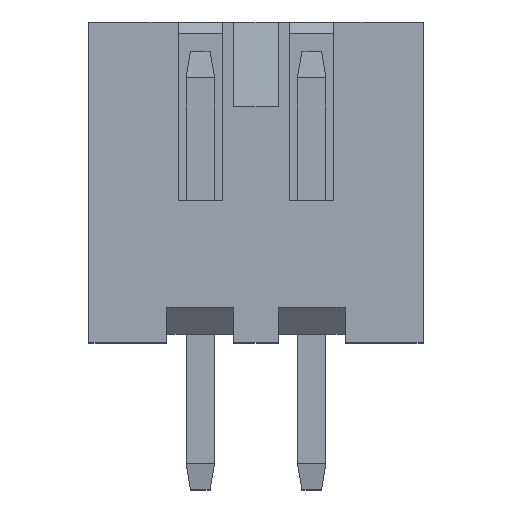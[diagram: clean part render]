
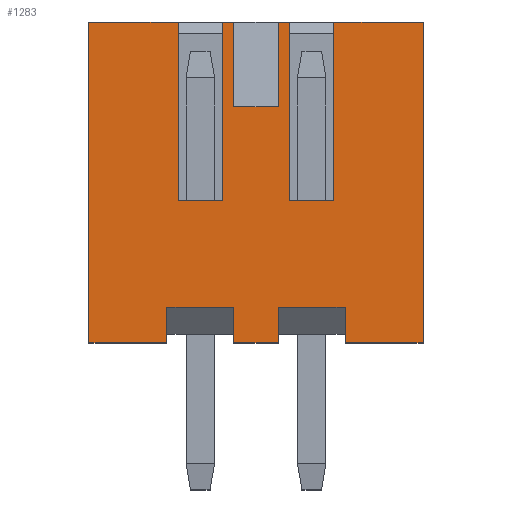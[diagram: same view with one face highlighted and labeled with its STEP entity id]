
A CAD part, top view. The second image highlights one B-rep face of the part: STEP entity #1283.
In plain terms, the highlighted planar face has unit normal (0, 0, 1).
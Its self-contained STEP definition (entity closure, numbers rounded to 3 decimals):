
#101=DIRECTION('',(0.,-1.,0.));
#102=VECTOR('',#101,7.2);
#103=CARTESIAN_POINT('',(-3.75,7.2,2.9));
#104=LINE('',#103,#102);
#125=DIRECTION('',(-1.,0.,0.));
#126=VECTOR('',#125,1.5);
#127=CARTESIAN_POINT('',(-0.5,0.8,2.9));
#128=LINE('',#127,#126);
#129=DIRECTION('',(0.,-1.,0.));
#130=VECTOR('',#129,0.8);
#131=CARTESIAN_POINT('',(-2.,0.8,2.9));
#132=LINE('',#131,#130);
#133=DIRECTION('',(-1.,0.,0.));
#134=VECTOR('',#133,1.75);
#135=CARTESIAN_POINT('',(-2.,0.,2.9));
#136=LINE('',#135,#134);
#137=DIRECTION('',(0.,1.,0.));
#138=VECTOR('',#137,4.);
#139=CARTESIAN_POINT('',(-0.75,3.2,2.9));
#140=LINE('',#139,#138);
#141=DIRECTION('',(0.,1.,0.));
#142=VECTOR('',#141,1.9);
#143=CARTESIAN_POINT('',(0.5,5.3,2.9));
#144=LINE('',#143,#142);
#145=DIRECTION('',(0.,1.,0.));
#146=VECTOR('',#145,4.);
#147=CARTESIAN_POINT('',(1.75,3.2,2.9));
#148=LINE('',#147,#146);
#149=DIRECTION('',(0.,-1.,0.));
#150=VECTOR('',#149,7.2);
#151=CARTESIAN_POINT('',(3.75,7.2,2.9));
#152=LINE('',#151,#150);
#153=DIRECTION('',(-1.,0.,0.));
#154=VECTOR('',#153,1.75);
#155=CARTESIAN_POINT('',(3.75,0.,2.9));
#156=LINE('',#155,#154);
#157=DIRECTION('',(0.,1.,0.));
#158=VECTOR('',#157,0.8);
#159=CARTESIAN_POINT('',(2.,0.,2.9));
#160=LINE('',#159,#158);
#161=DIRECTION('',(-1.,0.,0.));
#162=VECTOR('',#161,1.5);
#163=CARTESIAN_POINT('',(2.,0.8,2.9));
#164=LINE('',#163,#162);
#165=DIRECTION('',(0.,-1.,0.));
#166=VECTOR('',#165,0.8);
#167=CARTESIAN_POINT('',(0.5,0.8,2.9));
#168=LINE('',#167,#166);
#169=DIRECTION('',(-1.,0.,0.));
#170=VECTOR('',#169,1.);
#171=CARTESIAN_POINT('',(0.5,0.,2.9));
#172=LINE('',#171,#170);
#173=DIRECTION('',(0.,1.,0.));
#174=VECTOR('',#173,0.8);
#175=CARTESIAN_POINT('',(-0.5,0.,2.9));
#176=LINE('',#175,#174);
#201=DIRECTION('',(-1.,0.,0.));
#202=VECTOR('',#201,2.);
#203=CARTESIAN_POINT('',(-1.75,7.2,2.9));
#204=LINE('',#203,#202);
#217=DIRECTION('',(-1.,0.,0.));
#218=VECTOR('',#217,2.);
#219=CARTESIAN_POINT('',(3.75,7.2,2.9));
#220=LINE('',#219,#218);
#233=DIRECTION('',(-1.,0.,0.));
#234=VECTOR('',#233,1.);
#235=CARTESIAN_POINT('',(1.75,3.2,2.9));
#236=LINE('',#235,#234);
#249=DIRECTION('',(0.,1.,0.));
#250=VECTOR('',#249,4.);
#251=CARTESIAN_POINT('',(0.75,3.2,2.9));
#252=LINE('',#251,#250);
#253=DIRECTION('',(-1.,0.,0.));
#254=VECTOR('',#253,0.25);
#255=CARTESIAN_POINT('',(-0.5,7.2,2.9));
#256=LINE('',#255,#254);
#265=DIRECTION('',(-1.,0.,0.));
#266=VECTOR('',#265,0.25);
#267=CARTESIAN_POINT('',(0.75,7.2,2.9));
#268=LINE('',#267,#266);
#285=DIRECTION('',(-1.,0.,0.));
#286=VECTOR('',#285,1.);
#287=CARTESIAN_POINT('',(-0.75,3.2,2.9));
#288=LINE('',#287,#286);
#301=DIRECTION('',(0.,1.,0.));
#302=VECTOR('',#301,4.);
#303=CARTESIAN_POINT('',(-1.75,3.2,2.9));
#304=LINE('',#303,#302);
#565=DIRECTION('',(-1.,0.,0.));
#566=VECTOR('',#565,1.);
#567=CARTESIAN_POINT('',(0.5,5.3,2.9));
#568=LINE('',#567,#566);
#573=DIRECTION('',(0.,1.,0.));
#574=VECTOR('',#573,1.9);
#575=CARTESIAN_POINT('',(-0.5,5.3,2.9));
#576=LINE('',#575,#574);
#778=CARTESIAN_POINT('',(2.,0.,2.9));
#780=VERTEX_POINT('',#778);
#781=CARTESIAN_POINT('',(3.75,0.,2.9));
#782=VERTEX_POINT('',#781);
#786=CARTESIAN_POINT('',(-2.,0.,2.9));
#788=VERTEX_POINT('',#786);
#791=CARTESIAN_POINT('',(-3.75,0.,2.9));
#792=VERTEX_POINT('',#791);
#794=CARTESIAN_POINT('',(-0.5,0.,2.9));
#796=VERTEX_POINT('',#794);
#797=CARTESIAN_POINT('',(0.5,0.,2.9));
#798=VERTEX_POINT('',#797);
#807=CARTESIAN_POINT('',(2.,0.8,2.9));
#808=VERTEX_POINT('',#807);
#825=CARTESIAN_POINT('',(-0.5,0.8,2.9));
#826=VERTEX_POINT('',#825);
#913=CARTESIAN_POINT('',(1.75,7.2,2.9));
#914=VERTEX_POINT('',#913);
#915=CARTESIAN_POINT('',(1.75,3.2,2.9));
#916=VERTEX_POINT('',#915);
#921=CARTESIAN_POINT('',(-1.75,7.2,2.9));
#922=VERTEX_POINT('',#921);
#923=CARTESIAN_POINT('',(-3.75,7.2,2.9));
#924=VERTEX_POINT('',#923);
#929=CARTESIAN_POINT('',(3.75,7.2,2.9));
#930=VERTEX_POINT('',#929);
#931=CARTESIAN_POINT('',(-0.5,7.2,2.9));
#932=CARTESIAN_POINT('',(-0.75,7.2,2.9));
#933=VERTEX_POINT('',#931);
#934=VERTEX_POINT('',#932);
#935=CARTESIAN_POINT('',(0.75,7.2,2.9));
#936=VERTEX_POINT('',#935);
#937=CARTESIAN_POINT('',(0.5,7.2,2.9));
#938=VERTEX_POINT('',#937);
#947=CARTESIAN_POINT('',(0.75,3.2,2.9));
#948=VERTEX_POINT('',#947);
#949=CARTESIAN_POINT('',(-2.,0.8,2.9));
#950=VERTEX_POINT('',#949);
#951=CARTESIAN_POINT('',(-1.75,3.2,2.9));
#952=VERTEX_POINT('',#951);
#953=CARTESIAN_POINT('',(-0.75,3.2,2.9));
#954=VERTEX_POINT('',#953);
#955=CARTESIAN_POINT('',(-0.5,5.3,2.9));
#956=VERTEX_POINT('',#955);
#957=CARTESIAN_POINT('',(0.5,5.3,2.9));
#958=VERTEX_POINT('',#957);
#959=CARTESIAN_POINT('',(0.5,0.8,2.9));
#960=VERTEX_POINT('',#959);
#1236=CARTESIAN_POINT('',(-3.75,0.,2.9));
#1237=DIRECTION('',(0.,0.,1.));
#1238=DIRECTION('',(1.,0.,0.));
#1239=AXIS2_PLACEMENT_3D('',#1236,#1237,#1238);
#1240=PLANE('',#1239);
#1241=ORIENTED_EDGE('',*,*,#1150,.T.);
#1242=ORIENTED_EDGE('',*,*,#1167,.T.);
#1243=ORIENTED_EDGE('',*,*,#1182,.T.);
#1244=ORIENTED_EDGE('',*,*,#1198,.F.);
#1246=ORIENTED_EDGE('',*,*,#1245,.F.);
#1248=ORIENTED_EDGE('',*,*,#1247,.F.);
#1250=ORIENTED_EDGE('',*,*,#1249,.F.);
#1252=ORIENTED_EDGE('',*,*,#1251,.T.);
#1254=ORIENTED_EDGE('',*,*,#1253,.F.);
#1256=ORIENTED_EDGE('',*,*,#1255,.F.);
#1258=ORIENTED_EDGE('',*,*,#1257,.F.);
#1260=ORIENTED_EDGE('',*,*,#1259,.T.);
#1262=ORIENTED_EDGE('',*,*,#1261,.F.);
#1264=ORIENTED_EDGE('',*,*,#1263,.F.);
#1266=ORIENTED_EDGE('',*,*,#1265,.F.);
#1268=ORIENTED_EDGE('',*,*,#1267,.T.);
#1270=ORIENTED_EDGE('',*,*,#1269,.F.);
#1271=ORIENTED_EDGE('',*,*,#1227,.T.);
#1272=ORIENTED_EDGE('',*,*,#1028,.T.);
#1273=ORIENTED_EDGE('',*,*,#1050,.T.);
#1275=ORIENTED_EDGE('',*,*,#1274,.T.);
#1277=ORIENTED_EDGE('',*,*,#1276,.T.);
#1279=ORIENTED_EDGE('',*,*,#1278,.T.);
#1280=ORIENTED_EDGE('',*,*,#1112,.T.);
#1281=EDGE_LOOP('',(#1241,#1242,#1243,#1244,#1246,#1248,#1250,#1252,#1254,#1256,
#1258,#1260,#1262,#1264,#1266,#1268,#1270,#1271,#1272,#1273,#1275,#1277,#1279,
#1280));
#1282=FACE_OUTER_BOUND('',#1281,.F.);
#1028=EDGE_CURVE('',#782,#780,#156,.T.);
#1050=EDGE_CURVE('',#780,#808,#160,.T.);
#1112=EDGE_CURVE('',#796,#826,#176,.T.);
#1150=EDGE_CURVE('',#826,#950,#128,.T.);
#1167=EDGE_CURVE('',#950,#788,#132,.T.);
#1182=EDGE_CURVE('',#788,#792,#136,.T.);
#1198=EDGE_CURVE('',#924,#792,#104,.T.);
#1227=EDGE_CURVE('',#930,#782,#152,.T.);
#1245=EDGE_CURVE('',#922,#924,#204,.T.);
#1247=EDGE_CURVE('',#952,#922,#304,.T.);
#1249=EDGE_CURVE('',#954,#952,#288,.T.);
#1251=EDGE_CURVE('',#954,#934,#140,.T.);
#1253=EDGE_CURVE('',#933,#934,#256,.T.);
#1255=EDGE_CURVE('',#956,#933,#576,.T.);
#1257=EDGE_CURVE('',#958,#956,#568,.T.);
#1259=EDGE_CURVE('',#958,#938,#144,.T.);
#1261=EDGE_CURVE('',#936,#938,#268,.T.);
#1263=EDGE_CURVE('',#948,#936,#252,.T.);
#1265=EDGE_CURVE('',#916,#948,#236,.T.);
#1267=EDGE_CURVE('',#916,#914,#148,.T.);
#1269=EDGE_CURVE('',#930,#914,#220,.T.);
#1274=EDGE_CURVE('',#808,#960,#164,.T.);
#1276=EDGE_CURVE('',#960,#798,#168,.T.);
#1278=EDGE_CURVE('',#798,#796,#172,.T.);
#1283=ADVANCED_FACE('',(#1282),#1240,.T.);
